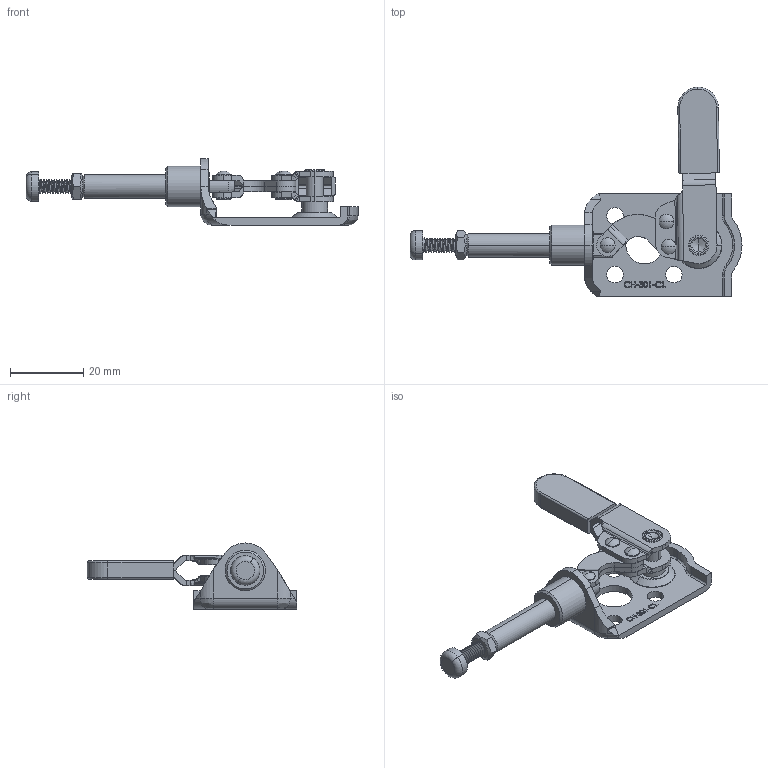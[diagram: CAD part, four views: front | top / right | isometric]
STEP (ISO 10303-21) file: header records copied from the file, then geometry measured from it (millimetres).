
FILE_DESCRIPTION (( 'STEP AP203' ), '1' );
FILE_NAME ('CH-301-CL.STEP', '2012-09-29T02:23:10', ( '微软用户' ), ( '微软中国' ), 'SwSTEP 2.0', 'SolidWorks 2010', '' );
FILE_SCHEMA (( 'CONFIG_CONTROL_DESIGN' ));
Length unit declared in the file: millimetre
Products named in the file (13): 零件3_默认; CH-301-CL; 销钉_默认; 蝶杶; 零件1_默认; 隔套_默认; 连杆2_默认; 手柄_默认; 手柄2_默认; 6; 042007-02; 顶轴_默认; 042007
Assembly tree (14 placements, depth 2):
  CH-301-CL
    042007
    销钉_默认
    手柄_默认
    零件3_默认
    6  x3
    042007-02
    蝶杶
    顶轴_默认
    连杆2_默认
    隔套_默认
    手柄2_默认
    零件1_默认
Bounding box: 90.36 x 57 x 18 mm (x, y, z)
Volume: 7779.3 mm3; surface area: 10783.3 mm2
Topology: 14 solids, 14 shells, 525 faces, 1292 edges, 807 vertices
Faces by surface type: plane 183, cylinder 170, bspline 84, torus 46, cone 42
Entity records: 25927 total; most frequent: CARTESIAN_POINT 13462, ORIENTED_EDGE 2376, DIRECTION 2173, EDGE_CURVE 1188, AXIS2_PLACEMENT_3D 793, VERTEX_POINT 755, LINE 587, VECTOR 587
